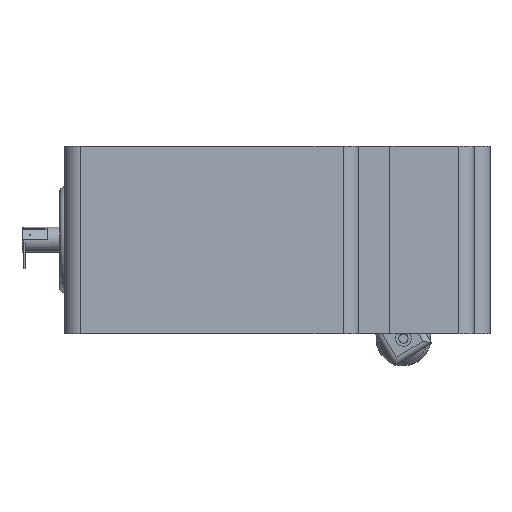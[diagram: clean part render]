
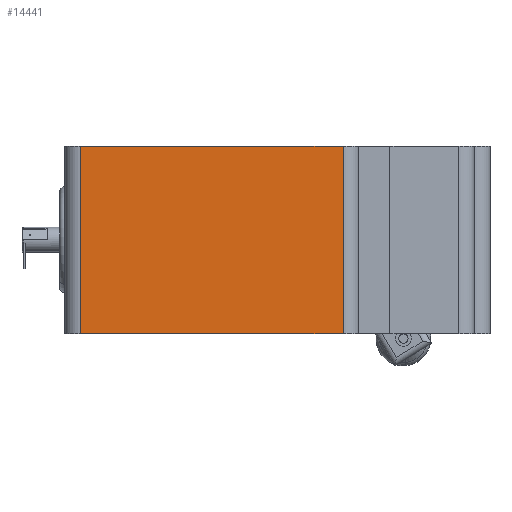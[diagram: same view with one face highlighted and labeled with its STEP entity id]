
A CAD part, front view. The second image highlights one B-rep face of the part: STEP entity #14441.
In plain terms, the highlighted planar face has unit normal (0, -1, 0).
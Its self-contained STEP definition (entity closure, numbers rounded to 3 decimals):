
#43 = LINE ( 'NONE', #8004, #9694 ) ;
#622 = DIRECTION ( 'NONE',  ( 0., 1., 0. ) ) ;
#830 = DIRECTION ( 'NONE',  ( 0., 0., -1. ) ) ;
#999 = AXIS2_PLACEMENT_3D ( 'NONE', #11026, #622, #5249 ) ;
#1362 = DIRECTION ( 'NONE',  ( 1., 0., 0. ) ) ;
#2508 = CARTESIAN_POINT ( 'NONE',  ( 3., -50.789, -30. ) ) ;
#3332 = VERTEX_POINT ( 'NONE', #3572 ) ;
#3401 = VECTOR ( 'NONE', #830, 1000. ) ;
#3572 = CARTESIAN_POINT ( 'NONE',  ( 3., -50.789, 30. ) ) ;
#4048 = EDGE_CURVE ( 'NONE', #7120, #3332, #43, .T. ) ;
#5192 = EDGE_CURVE ( 'NONE', #12060, #14565, #6147, .T. ) ;
#5249 = DIRECTION ( 'NONE',  ( -1., 0., 0. ) ) ;
#5411 = EDGE_CURVE ( 'NONE', #7120, #12060, #5747, .T. ) ;
#5521 = DIRECTION ( 'NONE',  ( 0., 0., -1. ) ) ;
#5747 = LINE ( 'NONE', #14856, #3401 ) ;
#6048 = EDGE_LOOP ( 'NONE', ( #13680, #6968, #10951, #7700 ) ) ;
#6147 = LINE ( 'NONE', #2508, #11644 ) ;
#6902 = CARTESIAN_POINT ( 'NONE',  ( -81., -50.789, 30. ) ) ;
#6968 = ORIENTED_EDGE ( 'NONE', *, *, #5411, .T. ) ;
#7120 = VERTEX_POINT ( 'NONE', #6902 ) ;
#7700 = ORIENTED_EDGE ( 'NONE', *, *, #8772, .F. ) ;
#8004 = CARTESIAN_POINT ( 'NONE',  ( 3., -50.789, 30. ) ) ;
#8664 = PLANE ( 'NONE',  #999 ) ;
#8772 = EDGE_CURVE ( 'NONE', #3332, #14565, #9227, .T. ) ;
#9227 = LINE ( 'NONE', #11515, #14757 ) ;
#9694 = VECTOR ( 'NONE', #14919, 1000. ) ;
#9799 = FACE_OUTER_BOUND ( 'NONE', #6048, .T. ) ;
#10951 = ORIENTED_EDGE ( 'NONE', *, *, #5192, .T. ) ;
#11026 = CARTESIAN_POINT ( 'NONE',  ( 3., -50.789, 30. ) ) ;
#11515 = CARTESIAN_POINT ( 'NONE',  ( 3., -50.789, 30. ) ) ;
#11644 = VECTOR ( 'NONE', #1362, 1000. ) ;
#12060 = VERTEX_POINT ( 'NONE', #14376 ) ;
#13680 = ORIENTED_EDGE ( 'NONE', *, *, #4048, .F. ) ;
#14084 = CARTESIAN_POINT ( 'NONE',  ( 3., -50.789, -30. ) ) ;
#14376 = CARTESIAN_POINT ( 'NONE',  ( -81., -50.789, -30. ) ) ;
#14441 = ADVANCED_FACE ( 'NONE', ( #9799 ), #8664, .F. ) ;
#14565 = VERTEX_POINT ( 'NONE', #14084 ) ;
#14757 = VECTOR ( 'NONE', #5521, 1000. ) ;
#14856 = CARTESIAN_POINT ( 'NONE',  ( -81., -50.789, 30. ) ) ;
#14919 = DIRECTION ( 'NONE',  ( 1., 0., 0. ) ) ;
